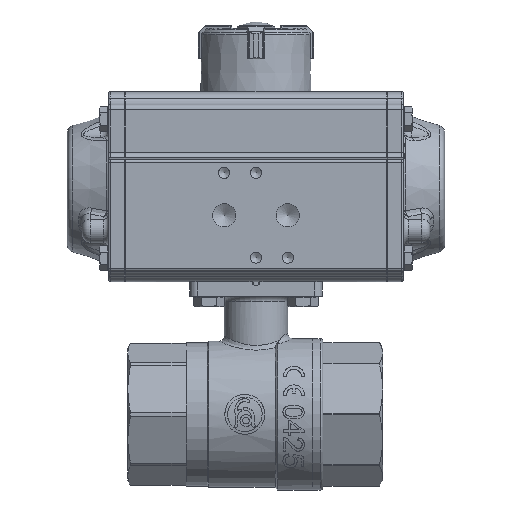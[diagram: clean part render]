
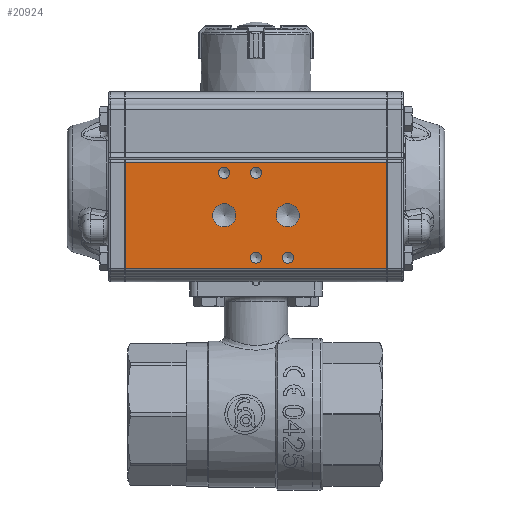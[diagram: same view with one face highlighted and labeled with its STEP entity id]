
A CAD part, front view. The second image highlights one B-rep face of the part: STEP entity #20924.
In plain terms, the highlighted face is planar.
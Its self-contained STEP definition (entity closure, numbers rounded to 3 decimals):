
#820=LINE('',#37432,#1901);
#821=LINE('',#37436,#1902);
#822=LINE('',#37438,#1903);
#823=LINE('',#37440,#1904);
#1901=VECTOR('',#26431,1000.);
#1902=VECTOR('',#26436,1000.);
#1903=VECTOR('',#26437,1000.);
#1904=VECTOR('',#26438,1000.);
#5945=ORIENTED_EDGE('',*,*,#10234,.F.);
#5946=ORIENTED_EDGE('',*,*,#10236,.T.);
#5947=ORIENTED_EDGE('',*,*,#10237,.T.);
#5948=ORIENTED_EDGE('',*,*,#10238,.T.);
#5949=ORIENTED_EDGE('',*,*,#9942,.F.);
#5950=ORIENTED_EDGE('',*,*,#9940,.F.);
#5951=ORIENTED_EDGE('',*,*,#9938,.F.);
#5952=ORIENTED_EDGE('',*,*,#9936,.F.);
#5953=ORIENTED_EDGE('',*,*,#9934,.F.);
#5954=ORIENTED_EDGE('',*,*,#9932,.F.);
#9932=EDGE_CURVE('',#12340,#12340,#13732,.T.);
#9934=EDGE_CURVE('',#12343,#12343,#13734,.T.);
#9936=EDGE_CURVE('',#12346,#12346,#13736,.T.);
#9938=EDGE_CURVE('',#12349,#12349,#13738,.T.);
#9940=EDGE_CURVE('',#12352,#12352,#13740,.T.);
#9942=EDGE_CURVE('',#12355,#12355,#13742,.T.);
#10234=EDGE_CURVE('',#12593,#12594,#820,.T.);
#10236=EDGE_CURVE('',#12593,#12595,#821,.T.);
#10237=EDGE_CURVE('',#12595,#12596,#822,.T.);
#10238=EDGE_CURVE('',#12596,#12594,#823,.T.);
#12340=VERTEX_POINT('',#36341);
#12343=VERTEX_POINT('',#36348);
#12346=VERTEX_POINT('',#36355);
#12349=VERTEX_POINT('',#36362);
#12352=VERTEX_POINT('',#36369);
#12355=VERTEX_POINT('',#36376);
#12593=VERTEX_POINT('',#37431);
#12594=VERTEX_POINT('',#37433);
#12595=VERTEX_POINT('',#37437);
#12596=VERTEX_POINT('',#37439);
#13732=CIRCLE('',#22489,4.4);
#13734=CIRCLE('',#22493,4.4);
#13736=CIRCLE('',#22497,2.1);
#13738=CIRCLE('',#22501,2.1);
#13740=CIRCLE('',#22505,2.1);
#13742=CIRCLE('',#22509,2.1);
#15148=EDGE_LOOP('',(#5945,#5946,#5947,#5948));
#15149=EDGE_LOOP('',(#5949));
#15150=EDGE_LOOP('',(#5950));
#15151=EDGE_LOOP('',(#5951));
#15152=EDGE_LOOP('',(#5952));
#15153=EDGE_LOOP('',(#5953));
#15154=EDGE_LOOP('',(#5954));
#16691=FACE_BOUND('',#15148,.T.);
#16692=FACE_BOUND('',#15149,.T.);
#16693=FACE_BOUND('',#15150,.T.);
#16694=FACE_BOUND('',#15151,.T.);
#16695=FACE_BOUND('',#15152,.T.);
#16696=FACE_BOUND('',#15153,.T.);
#16697=FACE_BOUND('',#15154,.T.);
#17693=PLANE('',#22739);
#20924=ADVANCED_FACE('',(#16691,#16692,#16693,#16694,#16695,#16696,#16697),
#17693,.F.);
#22489=AXIS2_PLACEMENT_3D('',#36340,#25834,#25835);
#22493=AXIS2_PLACEMENT_3D('',#36347,#25842,#25843);
#22497=AXIS2_PLACEMENT_3D('',#36354,#25850,#25851);
#22501=AXIS2_PLACEMENT_3D('',#36361,#25858,#25859);
#22505=AXIS2_PLACEMENT_3D('',#36368,#25866,#25867);
#22509=AXIS2_PLACEMENT_3D('',#36375,#25874,#25875);
#22739=AXIS2_PLACEMENT_3D('',#37435,#26434,#26435);
#25834=DIRECTION('',(-1.,0.,0.));
#25835=DIRECTION('',(0.,0.,1.));
#25842=DIRECTION('',(-1.,0.,0.));
#25843=DIRECTION('',(0.,0.,1.));
#25850=DIRECTION('',(-1.,0.,0.));
#25851=DIRECTION('',(0.,0.,1.));
#25858=DIRECTION('',(-1.,0.,0.));
#25859=DIRECTION('',(0.,0.,1.));
#25866=DIRECTION('',(-1.,0.,0.));
#25867=DIRECTION('',(0.,0.,1.));
#25874=DIRECTION('',(-1.,0.,0.));
#25875=DIRECTION('',(0.,0.,1.));
#26431=DIRECTION('',(0.,0.,-1.));
#26434=DIRECTION('',(1.,0.,0.));
#26435=DIRECTION('',(0.,1.,0.));
#26436=DIRECTION('',(0.,1.,0.));
#26437=DIRECTION('',(0.,0.,-1.));
#26438=DIRECTION('',(0.,-1.,0.));
#36340=CARTESIAN_POINT('',(-42.,-10.,12.));
#36341=CARTESIAN_POINT('',(-42.,-10.,16.4));
#36347=CARTESIAN_POINT('',(-42.,-10.,-12.));
#36348=CARTESIAN_POINT('',(-42.,-10.,-7.6));
#36354=CARTESIAN_POINT('',(-42.,6.,0.));
#36355=CARTESIAN_POINT('',(-42.,6.,2.1));
#36361=CARTESIAN_POINT('',(-42.,-26.,0.));
#36362=CARTESIAN_POINT('',(-42.,-26.,2.1));
#36368=CARTESIAN_POINT('',(-42.,6.,-12.));
#36369=CARTESIAN_POINT('',(-42.,6.,-9.9));
#36375=CARTESIAN_POINT('',(-42.,-26.,12.));
#36376=CARTESIAN_POINT('',(-42.,-26.,14.1));
#37431=CARTESIAN_POINT('',(-42.,-30.05,49.2));
#37432=CARTESIAN_POINT('',(-42.,-30.05,49.5));
#37433=CARTESIAN_POINT('',(-42.,-30.05,-49.2));
#37435=CARTESIAN_POINT('',(-42.,10.062,49.5));
#37436=CARTESIAN_POINT('',(-42.,10.062,49.2));
#37437=CARTESIAN_POINT('',(-42.,10.062,49.2));
#37438=CARTESIAN_POINT('',(-42.,10.062,49.5));
#37439=CARTESIAN_POINT('',(-42.,10.062,-49.2));
#37440=CARTESIAN_POINT('',(-42.,10.062,-49.2));
